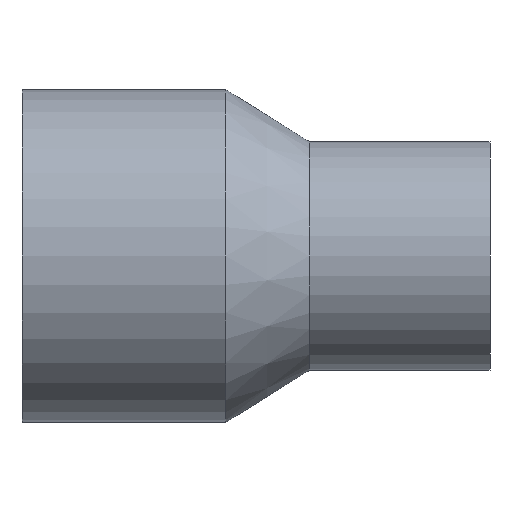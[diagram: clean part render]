
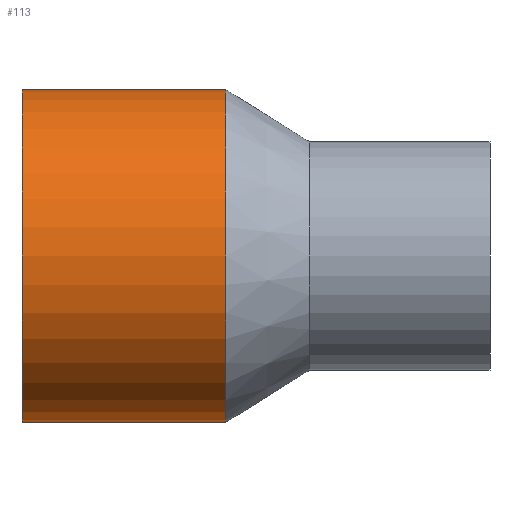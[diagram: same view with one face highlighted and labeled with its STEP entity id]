
A CAD part, front view. The second image highlights one B-rep face of the part: STEP entity #113.
In plain terms, the highlighted cylindrical face has radius 80 mm (diameter 160 mm), a full revolution.
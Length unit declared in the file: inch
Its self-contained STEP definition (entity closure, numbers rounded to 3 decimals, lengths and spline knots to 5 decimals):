
#2 = VERTEX_POINT ( 'NONE', #239 ) ;
#4 = CARTESIAN_POINT ( 'NONE',  ( 0., 0., 3.14961 ) ) ;
#14 = CIRCLE ( 'NONE', #94, 3.14961 ) ;
#29 = ORIENTED_EDGE ( 'NONE', *, *, #194, .T. ) ;
#37 = AXIS2_PLACEMENT_3D ( 'NONE', #96, #121, #40 ) ;
#38 = FACE_OUTER_BOUND ( 'NONE', #219, .T. ) ;
#40 = DIRECTION ( 'NONE',  ( 0., 0., 1. ) ) ;
#49 = ORIENTED_EDGE ( 'NONE', *, *, #177, .F. ) ;
#51 = AXIS2_PLACEMENT_3D ( 'NONE', #164, #143, #249 ) ;
#60 = DIRECTION ( 'NONE',  ( 0., 0., 1. ) ) ;
#94 = AXIS2_PLACEMENT_3D ( 'NONE', #156, #155, #60 ) ;
#96 = CARTESIAN_POINT ( 'NONE',  ( 0., 0., 0. ) ) ;
#113 = ADVANCED_FACE ( 'NONE', ( #38, #178 ), #127, .T. ) ;
#121 = DIRECTION ( 'NONE',  ( -1., 0., 0. ) ) ;
#122 = EDGE_LOOP ( 'NONE', ( #29 ) ) ;
#127 = CYLINDRICAL_SURFACE ( 'NONE', #51, 3.14961 ) ;
#143 = DIRECTION ( 'NONE',  ( -1., 0., 0. ) ) ;
#145 = CIRCLE ( 'NONE', #37, 3.14961 ) ;
#155 = DIRECTION ( 'NONE',  ( -1., 0., 0. ) ) ;
#156 = CARTESIAN_POINT ( 'NONE',  ( 3.85827, 0., 0. ) ) ;
#164 = CARTESIAN_POINT ( 'NONE',  ( 8.85827, 0., 0. ) ) ;
#177 = EDGE_CURVE ( 'NONE', #193, #193, #145, .T. ) ;
#178 = FACE_OUTER_BOUND ( 'NONE', #122, .T. ) ;
#193 = VERTEX_POINT ( 'NONE', #4 ) ;
#194 = EDGE_CURVE ( 'NONE', #2, #2, #14, .T. ) ;
#219 = EDGE_LOOP ( 'NONE', ( #49 ) ) ;
#239 = CARTESIAN_POINT ( 'NONE',  ( 3.85827, 0., 3.14961 ) ) ;
#249 = DIRECTION ( 'NONE',  ( 0., 0., 1. ) ) ;
